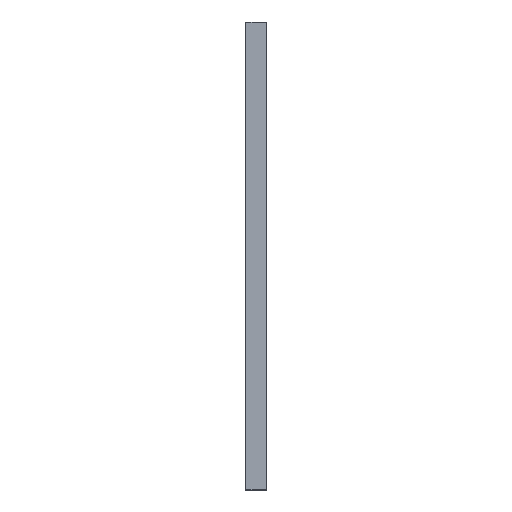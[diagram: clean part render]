
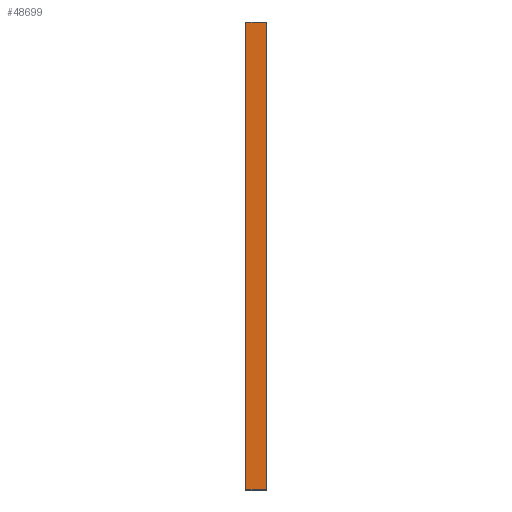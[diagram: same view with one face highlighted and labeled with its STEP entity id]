
A CAD part, front view. The second image highlights one B-rep face of the part: STEP entity #48699.
In plain terms, the highlighted planar face has unit normal (0, -1, 0).
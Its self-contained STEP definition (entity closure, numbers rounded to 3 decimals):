
#37465 = PLANE('',#37466);
#37466 = AXIS2_PLACEMENT_3D('',#37467,#37468,#37469);
#37467 = CARTESIAN_POINT('',(4.,-8.95,0.05));
#37468 = DIRECTION('',(0.,0.707,0.707));
#37469 = DIRECTION('',(1.,0.,0.));
#37824 = PLANE('',#37825);
#37825 = AXIS2_PLACEMENT_3D('',#37826,#37827,#37828);
#37826 = CARTESIAN_POINT('',(4.,-8.95,174.95));
#37827 = DIRECTION('',(0.,-0.707,
    0.707));
#37828 = DIRECTION('',(1.,0.,0.));
#38162 = PLANE('',#38163);
#38163 = AXIS2_PLACEMENT_3D('',#38164,#38165,#38166);
#38164 = CARTESIAN_POINT('',(-3.9,-8.9,0.));
#38165 = DIRECTION('',(-0.707,-0.707,
    0.));
#38166 = DIRECTION('',(0.,0.,1.));
#42183 = VERTEX_POINT('',#42184);
#42184 = CARTESIAN_POINT('',(3.9,-9.,0.1));
#42205 = EDGE_CURVE('',#42183,#42206,#42208,.T.);
#42206 = VERTEX_POINT('',#42207);
#42207 = CARTESIAN_POINT('',(-3.8,-9.,0.1));
#42208 = SURFACE_CURVE('',#42209,(#42213,#42220),.PCURVE_S1.);
#42209 = LINE('',#42210,#42211);
#42210 = CARTESIAN_POINT('',(4.,-9.,0.1));
#42211 = VECTOR('',#42212,1.);
#42212 = DIRECTION('',(-1.,0.,0.));
#42213 = PCURVE('',#37465,#42214);
#42214 = DEFINITIONAL_REPRESENTATION('',(#42215),#42219);
#42215 = LINE('',#42216,#42217);
#42216 = CARTESIAN_POINT('',(0.,-0.071));
#42217 = VECTOR('',#42218,1.);
#42218 = DIRECTION('',(-1.,0.));
#42219 = ( GEOMETRIC_REPRESENTATION_CONTEXT(2) 
PARAMETRIC_REPRESENTATION_CONTEXT() REPRESENTATION_CONTEXT('2D SPACE',''
  ) );
#42220 = PCURVE('',#42221,#42226);
#42221 = PLANE('',#42222);
#42222 = AXIS2_PLACEMENT_3D('',#42223,#42224,#42225);
#42223 = CARTESIAN_POINT('',(4.,-9.,0.));
#42224 = DIRECTION('',(0.,-1.,0.));
#42225 = DIRECTION('',(-1.,0.,0.));
#42226 = DEFINITIONAL_REPRESENTATION('',(#42227),#42231);
#42227 = LINE('',#42228,#42229);
#42228 = CARTESIAN_POINT('',(0.,-0.1));
#42229 = VECTOR('',#42230,1.);
#42230 = DIRECTION('',(1.,0.));
#42231 = ( GEOMETRIC_REPRESENTATION_CONTEXT(2) 
PARAMETRIC_REPRESENTATION_CONTEXT() REPRESENTATION_CONTEXT('2D SPACE',''
  ) );
#42531 = VERTEX_POINT('',#42532);
#42532 = CARTESIAN_POINT('',(3.9,-9.,174.9));
#42553 = EDGE_CURVE('',#42531,#42554,#42556,.T.);
#42554 = VERTEX_POINT('',#42555);
#42555 = CARTESIAN_POINT('',(-3.8,-9.,174.9));
#42556 = SURFACE_CURVE('',#42557,(#42561,#42568),.PCURVE_S1.);
#42557 = LINE('',#42558,#42559);
#42558 = CARTESIAN_POINT('',(4.,-9.,174.9));
#42559 = VECTOR('',#42560,1.);
#42560 = DIRECTION('',(-1.,0.,0.));
#42561 = PCURVE('',#37824,#42562);
#42562 = DEFINITIONAL_REPRESENTATION('',(#42563),#42567);
#42563 = LINE('',#42564,#42565);
#42564 = CARTESIAN_POINT('',(0.,-0.071));
#42565 = VECTOR('',#42566,1.);
#42566 = DIRECTION('',(-1.,0.));
#42567 = ( GEOMETRIC_REPRESENTATION_CONTEXT(2) 
PARAMETRIC_REPRESENTATION_CONTEXT() REPRESENTATION_CONTEXT('2D SPACE',''
  ) );
#42568 = PCURVE('',#42221,#42569);
#42569 = DEFINITIONAL_REPRESENTATION('',(#42570),#42574);
#42570 = LINE('',#42571,#42572);
#42571 = CARTESIAN_POINT('',(0.,-174.9));
#42572 = VECTOR('',#42573,1.);
#42573 = DIRECTION('',(1.,0.));
#42574 = ( GEOMETRIC_REPRESENTATION_CONTEXT(2) 
PARAMETRIC_REPRESENTATION_CONTEXT() REPRESENTATION_CONTEXT('2D SPACE',''
  ) );
#42655 = EDGE_CURVE('',#42206,#42554,#42656,.T.);
#42656 = SURFACE_CURVE('',#42657,(#42661,#42668),.PCURVE_S1.);
#42657 = LINE('',#42658,#42659);
#42658 = CARTESIAN_POINT('',(-3.8,-9.,0.));
#42659 = VECTOR('',#42660,1.);
#42660 = DIRECTION('',(0.,0.,1.));
#42661 = PCURVE('',#38162,#42662);
#42662 = DEFINITIONAL_REPRESENTATION('',(#42663),#42667);
#42663 = LINE('',#42664,#42665);
#42664 = CARTESIAN_POINT('',(0.,-0.141));
#42665 = VECTOR('',#42666,1.);
#42666 = DIRECTION('',(1.,0.));
#42667 = ( GEOMETRIC_REPRESENTATION_CONTEXT(2) 
PARAMETRIC_REPRESENTATION_CONTEXT() REPRESENTATION_CONTEXT('2D SPACE',''
  ) );
#42668 = PCURVE('',#42221,#42669);
#42669 = DEFINITIONAL_REPRESENTATION('',(#42670),#42674);
#42670 = LINE('',#42671,#42672);
#42671 = CARTESIAN_POINT('',(7.8,0.));
#42672 = VECTOR('',#42673,1.);
#42673 = DIRECTION('',(0.,-1.));
#42674 = ( GEOMETRIC_REPRESENTATION_CONTEXT(2) 
PARAMETRIC_REPRESENTATION_CONTEXT() REPRESENTATION_CONTEXT('2D SPACE',''
  ) );
#48444 = PLANE('',#48445);
#48445 = AXIS2_PLACEMENT_3D('',#48446,#48447,#48448);
#48446 = CARTESIAN_POINT('',(3.95,-8.95,0.));
#48447 = DIRECTION('',(0.707,-0.707,0.));
#48448 = DIRECTION('',(0.,0.,1.));
#48699 = ADVANCED_FACE('',(#48700),#42221,.T.);
#48700 = FACE_BOUND('',#48701,.T.);
#48701 = EDGE_LOOP('',(#48702,#48723,#48724,#48725));
#48702 = ORIENTED_EDGE('',*,*,#48703,.T.);
#48703 = EDGE_CURVE('',#42183,#42531,#48704,.T.);
#48704 = SURFACE_CURVE('',#48705,(#48709,#48716),.PCURVE_S1.);
#48705 = LINE('',#48706,#48707);
#48706 = CARTESIAN_POINT('',(3.9,-9.,0.));
#48707 = VECTOR('',#48708,1.);
#48708 = DIRECTION('',(0.,0.,1.));
#48709 = PCURVE('',#42221,#48710);
#48710 = DEFINITIONAL_REPRESENTATION('',(#48711),#48715);
#48711 = LINE('',#48712,#48713);
#48712 = CARTESIAN_POINT('',(0.1,0.));
#48713 = VECTOR('',#48714,1.);
#48714 = DIRECTION('',(0.,-1.));
#48715 = ( GEOMETRIC_REPRESENTATION_CONTEXT(2) 
PARAMETRIC_REPRESENTATION_CONTEXT() REPRESENTATION_CONTEXT('2D SPACE',''
  ) );
#48716 = PCURVE('',#48444,#48717);
#48717 = DEFINITIONAL_REPRESENTATION('',(#48718),#48722);
#48718 = LINE('',#48719,#48720);
#48719 = CARTESIAN_POINT('',(0.,0.071));
#48720 = VECTOR('',#48721,1.);
#48721 = DIRECTION('',(1.,0.));
#48722 = ( GEOMETRIC_REPRESENTATION_CONTEXT(2) 
PARAMETRIC_REPRESENTATION_CONTEXT() REPRESENTATION_CONTEXT('2D SPACE',''
  ) );
#48723 = ORIENTED_EDGE('',*,*,#42553,.T.);
#48724 = ORIENTED_EDGE('',*,*,#42655,.F.);
#48725 = ORIENTED_EDGE('',*,*,#42205,.F.);
